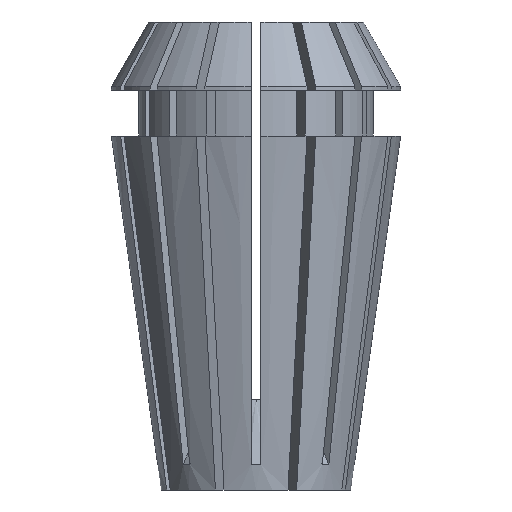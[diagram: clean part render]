
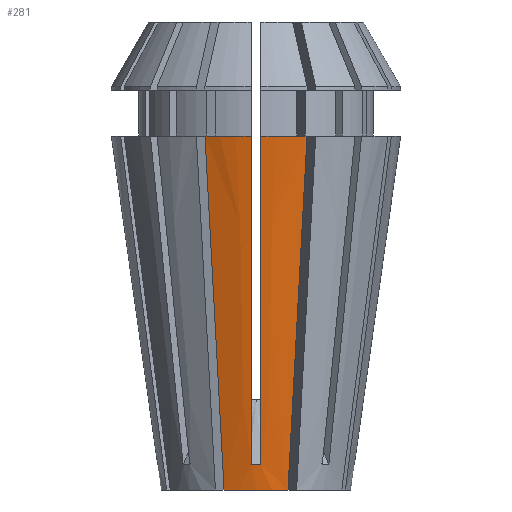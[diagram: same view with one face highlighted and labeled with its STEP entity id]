
A CAD part, left-side view. The second image highlights one B-rep face of the part: STEP entity #281.
In plain terms, the highlighted conical face has half-angle 8 degrees and reference radius 5.577 mm.
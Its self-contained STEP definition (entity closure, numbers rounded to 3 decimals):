
#65 = CARTESIAN_POINT ( 'NONE',  ( -7.187, -0.275, 11.494 ) ) ;
#77 = ORIENTED_EDGE ( 'NONE', *, *, #1301, .T. ) ;
#115 = VERTEX_POINT ( 'NONE', #2526 ) ;
#148 = EDGE_CURVE ( 'NONE', #115, #6143, #275, .T. ) ;
#275 = CIRCLE ( 'NONE', #6040, 8.5 ) ;
#281 = ADVANCED_FACE ( 'NONE', ( #507 ), #5528, .T. ) ;
#421 = CARTESIAN_POINT ( 'NONE',  ( -8.496, -0.275, 20.8 ) ) ;
#507 = FACE_OUTER_BOUND ( 'NONE', #5245, .T. ) ;
#629 = VERTEX_POINT ( 'NONE', #4493 ) ;
#665 = CARTESIAN_POINT ( 'NONE',  ( -7.623, 0.275, 14.596 ) ) ;
#825 = CARTESIAN_POINT ( 'NONE',  ( -6.674, 2.467, 10.948 ) ) ;
#835 = CIRCLE ( 'NONE', #2689, 8.5 ) ;
#902 = CARTESIAN_POINT ( 'NONE',  ( -7.954, -2.997, 20.8 ) ) ;
#1010 = CARTESIAN_POINT ( 'NONE',  ( 0., 0., 20.8 ) ) ;
#1041 = ORIENTED_EDGE ( 'NONE', *, *, #3176, .F. ) ;
#1108 = ORIENTED_EDGE ( 'NONE', *, *, #1623, .T. ) ;
#1110 = VERTEX_POINT ( 'NONE', #2577 ) ;
#1143 = CARTESIAN_POINT ( 'NONE',  ( -6.251, 0.275, 4.837 ) ) ;
#1173 = B_SPLINE_CURVE_WITH_KNOTS ( 'NONE', 3,
 ( #2381, #2894, #1356, #2940 ),
 .UNSPECIFIED., .F., .F.,
 ( 4, 4 ),
 ( 0., 0.001 ),
 .UNSPECIFIED. ) ;
#1184 = CARTESIAN_POINT ( 'NONE',  ( -8.06, 0.275, 17.698 ) ) ;
#1240 = CARTESIAN_POINT ( 'NONE',  ( -5.783, -0.275, 1.508 ) ) ;
#1301 = EDGE_CURVE ( 'NONE', #629, #2335, #3782, .T. ) ;
#1354 = CARTESIAN_POINT ( 'NONE',  ( -5.252, 1.878, 0. ) ) ;
#1356 = CARTESIAN_POINT ( 'NONE',  ( -5.79, -0.092, 1.497 ) ) ;
#1364 = CARTESIAN_POINT ( 'NONE',  ( -5.773, -2.094, 4.015 ) ) ;
#1484 = DIRECTION ( 'NONE',  ( 0., 0., -1. ) ) ;
#1502 = CIRCLE ( 'NONE', #1885, 5.577 ) ;
#1572 = CARTESIAN_POINT ( 'NONE',  ( -8.06, -0.275, 17.698 ) ) ;
#1619 = CARTESIAN_POINT ( 'NONE',  ( -5.783, 0.275, 1.508 ) ) ;
#1623 = EDGE_CURVE ( 'NONE', #6143, #5080, #5715, .T. ) ;
#1635 = CARTESIAN_POINT ( 'NONE',  ( -8.496, 0.275, 20.8 ) ) ;
#1700 = VERTEX_POINT ( 'NONE', #5756 ) ;
#1851 = CARTESIAN_POINT ( 'NONE',  ( -7.314, 2.732, 15.874 ) ) ;
#1885 = AXIS2_PLACEMENT_3D ( 'NONE', #4573, #4552, #1994 ) ;
#1930 = CARTESIAN_POINT ( 'NONE',  ( -6.674, -2.467, 10.948 ) ) ;
#1994 = DIRECTION ( 'NONE',  ( -1., 0., 0. ) ) ;
#2073 = CARTESIAN_POINT ( 'NONE',  ( -5.783, -0.275, 1.508 ) ) ;
#2130 = AXIS2_PLACEMENT_3D ( 'NONE', #3662, #5639, #4160 ) ;
#2243 = EDGE_CURVE ( 'NONE', #6483, #5080, #1173, .T. ) ;
#2335 = VERTEX_POINT ( 'NONE', #2707 ) ;
#2381 = CARTESIAN_POINT ( 'NONE',  ( -5.783, 0.275, 1.508 ) ) ;
#2388 = ORIENTED_EDGE ( 'NONE', *, *, #5712, .T. ) ;
#2423 = CARTESIAN_POINT ( 'NONE',  ( -6.034, -2.202, 6.022 ) ) ;
#2526 = CARTESIAN_POINT ( 'NONE',  ( -7.954, -2.997, 20.8 ) ) ;
#2577 = CARTESIAN_POINT ( 'NONE',  ( -5.252, -1.878, 0. ) ) ;
#2618 = CARTESIAN_POINT ( 'NONE',  ( -6.251, -0.275, 4.837 ) ) ;
#2676 = ORIENTED_EDGE ( 'NONE', *, *, #3388, .F. ) ;
#2689 = AXIS2_PLACEMENT_3D ( 'NONE', #1010, #3094, #6188 ) ;
#2707 = CARTESIAN_POINT ( 'NONE',  ( -5.252, 1.878, 0. ) ) ;
#2726 = EDGE_CURVE ( 'NONE', #1110, #2335, #1502, .T. ) ;
#2788 = ORIENTED_EDGE ( 'NONE', *, *, #2726, .F. ) ;
#2823 = CARTESIAN_POINT ( 'NONE',  ( -6.034, 2.202, 6.022 ) ) ;
#2894 = CARTESIAN_POINT ( 'NONE',  ( -5.79, 0.092, 1.497 ) ) ;
#2940 = CARTESIAN_POINT ( 'NONE',  ( -5.783, -0.275, 1.508 ) ) ;
#3094 = DIRECTION ( 'NONE',  ( 0., 0., -1. ) ) ;
#3176 = EDGE_CURVE ( 'NONE', #115, #1110, #4485, .T. ) ;
#3371 = CARTESIAN_POINT ( 'NONE',  ( -5.512, 1.986, 2.007 ) ) ;
#3388 = EDGE_CURVE ( 'NONE', #1700, #6483, #3441, .T. ) ;
#3398 = ORIENTED_EDGE ( 'NONE', *, *, #148, .T. ) ;
#3441 = B_SPLINE_CURVE_WITH_KNOTS ( 'NONE', 3,
 ( #1635, #1184, #665, #6218, #4207, #1143, #1619 ),
 .UNSPECIFIED., .F., .F.,
 ( 4, 3, 4 ),
 ( 0.033, 0.043, 0.053 ),
 .UNSPECIFIED. ) ;
#3444 = CARTESIAN_POINT ( 'NONE',  ( -5.512, -1.986, 2.007 ) ) ;
#3662 = CARTESIAN_POINT ( 'NONE',  ( 0., 0., 0. ) ) ;
#3782 = B_SPLINE_CURVE_WITH_KNOTS ( 'NONE', 3,
 ( #4191, #1851, #825, #2823, #6453, #3371, #1354 ),
 .UNSPECIFIED., .F., .F.,
 ( 4, 3, 4 ),
 ( 0., 0.015, 0.021 ),
 .UNSPECIFIED. ) ;
#4100 = CARTESIAN_POINT ( 'NONE',  ( -8.496, -0.275, 20.8 ) ) ;
#4160 = DIRECTION ( 'NONE',  ( 1., 0., 0. ) ) ;
#4191 = CARTESIAN_POINT ( 'NONE',  ( -7.954, 2.997, 20.8 ) ) ;
#4207 = CARTESIAN_POINT ( 'NONE',  ( -6.719, 0.275, 8.165 ) ) ;
#4485 = B_SPLINE_CURVE_WITH_KNOTS ( 'NONE', 3,
 ( #902, #4969, #1930, #2423, #1364, #3444, #5973 ),
 .UNSPECIFIED., .F., .F.,
 ( 4, 3, 4 ),
 ( 0., 0.015, 0.021 ),
 .UNSPECIFIED. ) ;
#4493 = CARTESIAN_POINT ( 'NONE',  ( -7.954, 2.997, 20.8 ) ) ;
#4552 = DIRECTION ( 'NONE',  ( 0., 0., -1. ) ) ;
#4573 = CARTESIAN_POINT ( 'NONE',  ( 0., 0., 0. ) ) ;
#4578 = DIRECTION ( 'NONE',  ( -1., 0., 0. ) ) ;
#4604 = CARTESIAN_POINT ( 'NONE',  ( -6.719, -0.275, 8.165 ) ) ;
#4969 = CARTESIAN_POINT ( 'NONE',  ( -7.314, -2.732, 15.874 ) ) ;
#5067 = CARTESIAN_POINT ( 'NONE',  ( 0., 0., 20.8 ) ) ;
#5080 = VERTEX_POINT ( 'NONE', #1240 ) ;
#5245 = EDGE_LOOP ( 'NONE', ( #2388, #77, #2788, #1041, #3398, #1108, #5340, #2676 ) ) ;
#5340 = ORIENTED_EDGE ( 'NONE', *, *, #2243, .F. ) ;
#5528 = CONICAL_SURFACE ( 'NONE', #2130, 5.577, 0.14 ) ;
#5639 = DIRECTION ( 'NONE',  ( 0., 0., 1. ) ) ;
#5712 = EDGE_CURVE ( 'NONE', #1700, #629, #835, .T. ) ;
#5715 = B_SPLINE_CURVE_WITH_KNOTS ( 'NONE', 3,
 ( #4100, #1572, #6181, #65, #4604, #2618, #2073 ),
 .UNSPECIFIED., .F., .F.,
 ( 4, 3, 4 ),
 ( 0.033, 0.043, 0.053 ),
 .UNSPECIFIED. ) ;
#5756 = CARTESIAN_POINT ( 'NONE',  ( -8.496, 0.275, 20.8 ) ) ;
#5973 = CARTESIAN_POINT ( 'NONE',  ( -5.252, -1.878, 0. ) ) ;
#6040 = AXIS2_PLACEMENT_3D ( 'NONE', #5067, #1484, #4578 ) ;
#6143 = VERTEX_POINT ( 'NONE', #421 ) ;
#6181 = CARTESIAN_POINT ( 'NONE',  ( -7.623, -0.275, 14.596 ) ) ;
#6188 = DIRECTION ( 'NONE',  ( -1., 0., 0. ) ) ;
#6218 = CARTESIAN_POINT ( 'NONE',  ( -7.187, 0.275, 11.494 ) ) ;
#6272 = CARTESIAN_POINT ( 'NONE',  ( -5.783, 0.275, 1.508 ) ) ;
#6453 = CARTESIAN_POINT ( 'NONE',  ( -5.773, 2.094, 4.015 ) ) ;
#6483 = VERTEX_POINT ( 'NONE', #6272 ) ;
